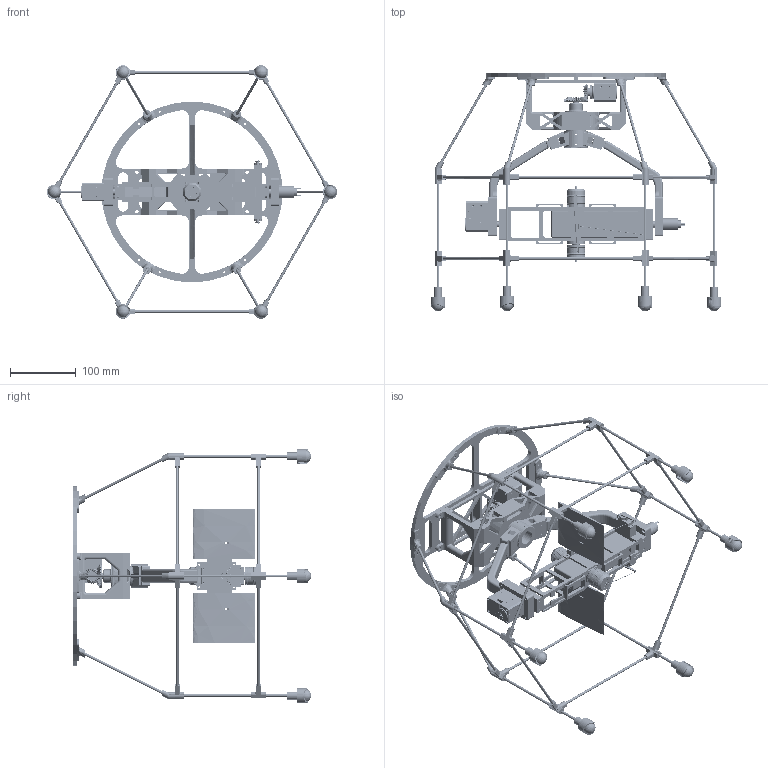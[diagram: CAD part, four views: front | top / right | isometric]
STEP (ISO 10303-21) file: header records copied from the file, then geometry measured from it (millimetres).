
FILE_DESCRIPTION (( 'STEP AP214' ), '1' );
FILE_NAME ('OmnirotorV2.STEP', '2021-10-24T21:19:04', ( '' ), ( '' ), 'SwSTEP 2.0', 'SolidWorks 2018', '' );
FILE_SCHEMA (( 'AUTOMOTIVE_DESIGN' ));
Length unit declared in the file: millimetre
Products named in the file (58): Battery 2600mAh; X-430_CVR_CABLE.stp; Flap rod; Horizontal CF rods; Gear and Pinion Assembly V2; Lid; box top V2; SLip ring; straight bevel pinion_am_Metric - Straight bevel pinion 1.125M20PT 30GT 20PA 6FW ---20O12H25MD2N; 9g_servo; Vertical CF rods bottom; mouting arch blades V2; Dynamixel motor mount; DT2315-14P-SHAFT-D4.STEP; Battery cover V5; bearing; Sub - Cage assembly top V4; Slip ring attach V2; Battery cover V5 with flaps; DT2315-14P-REAR-COVER.STEP; instrument ball bearing_68_am_AFBMA 12.1.4.1 - 0090-20 - 10,SI,NC,10_68; KDE2315XF-SERIES; Sub - Cage assembly V4; Slip ring shaft; KDE2315XF-SERIES.STEP; pololu-ball-caster-with-0-750in-plastic-ball; Castor Wheels V4; Castor wheel attach; Servo Horn; Center shaft and gear wheel mount; bottom box V2; Dynamixel mount; KDE-D4-SECURITY_RING-M25.STEP; Cage joints V3; Servo flap connector; SOCKET HEAD SET SCREW CUP POINT - M2.5 x 0.45 x 2.5MM.STEP; XM,H-430_idler.stp; Main Flap; Outer Mount CFR mount; DYNAMIXEL XM430-W350-T ...
Assembly tree (119 placements, depth 5):
  OmnirotorV2
    Battery 2600mAh
    KDE2315XF-SERIES  x2
      KDE2315XF-SERIES.STEP
        KDE-D4-SECURITY-RING-ASSEMBLY-M25.STEP
          KDE-D4-SECURITY_RING-M25.STEP
          SOCKET HEAD SET SCREW CUP POINT - M2.5 x 0.45 x 2.5MM.STEP  x2
        DT2315-14P-FRONT-COVER.STEP
        DT2315-14P-HOUSING-2050.STEP
        DT2315-14P-REAR-COVER.STEP
        DT2315-14P-SHAFT-D4.STEP
        RADIAL BALL BEARING MR104ZZ.STEP
    Arc Mount  x2
    Dynamixel mount
    Slip ring mount
    mouting arch blades V2
    box top V2
    bearing  x2
    Center shaft and gear wheel mount
    DYNAMIXEL XM430-W350-T  x2
      XM,H-430_idler.stp
        X-430_IDLE.stp
        X-430_SPACER_RING.stp  x8
        X-430_CVR_CABLE.stp
    bottom box V2
    Gear and Pinion Assembly V2
      straight bevel gear_am_Metric - Straight bevel gear 1.25M 30GT 20PT 20PA 8FW ---30O9.8H26.33MD6N
      straight bevel pinion_am_Metric - Straight bevel pinion 1.125M20PT 30GT 20PA 6FW ---20O12H25MD2N
      Pinion Gear attach V2
    Cage assembly V5
      Sub - Cage assembly top V4
        Cage joints V3  x6
        Horizontal CF rods  x6
      Sub - Cage assembly V4
        Cage joints V2  x6
        Horizontal CF rods  x6
      Vertical CF rods bottom  x6
      Vertical CF rods top  x6
      Outer Mount Laser cut
      Outer Mount CFR mount  x6
      Castor Wheels V4  x6
        Castor wheel attach
        pololu-ball-caster-with-0-750in-plastic-ball
    instrument ball bearing_68_am_AFBMA 12.1.4.1 - 0090-20 - 10,SI,NC,10_68  x2
    Dynamixel motor mount
    Slip ring attach V2
    Slip ring shaft
    SLip ring
    Battery cover V5 with flaps
      Battery cover V5  x2
      Flap Rod attach  x2
      Servo Mount
      Lid  x2
      Flap rod  x2
      Servo Horn  x2
      Main Flap  x2
      9g_servo  x2
      Servo flap connector  x2
      Servo Mount mirror
Bounding box: 443.29 x 363.61 x 386.91 mm (x, y, z)
Volume: 1052912.4 mm3; surface area: 525343.5 mm2
Topology: 131 solids, 131 shells, 9248 faces, 24295 edges, 15709 vertices
Faces by surface type: plane 3579, cylinder 2414, bspline 2278, cone 627, torus 282, sphere 68
Entity records: 182460 total; most frequent: CARTESIAN_POINT 79903, ORIENTED_EDGE 21752, DIRECTION 17845, EDGE_CURVE 10876, VERTEX_POINT 7013, AXIS2_PLACEMENT_3D 6438, LINE 4969, VECTOR 4969
